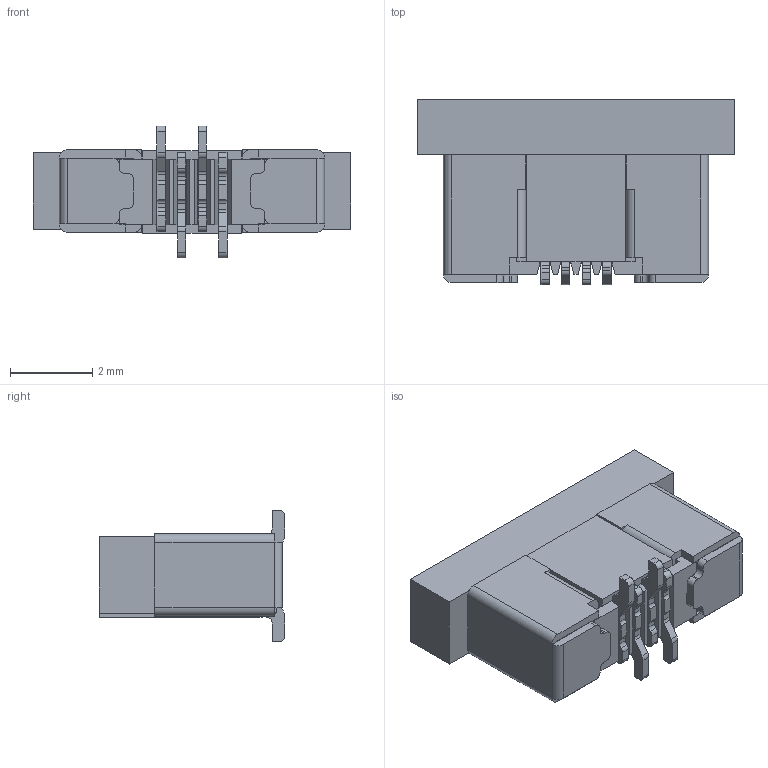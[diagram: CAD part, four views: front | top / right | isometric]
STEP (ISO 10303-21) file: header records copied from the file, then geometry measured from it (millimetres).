
FILE_DESCRIPTION(/* description */ ('STEP AP214'),/* implementation_level */ '2;1');
FILE_NAME(/* name */ 'FFC2A33-04-T-R',/* time_stamp */ '2023-05-22T21:07:45+02:00',/* author */ ('License CC BY-ND 4.0'),/* organization */ ('CADENAS'),/* preprocessor_version */ 'ST-DEVELOPER v19.3',/* originating_system */ 'PARTsolutions',/* authorisation */ ' ');
FILE_SCHEMA (('AUTOMOTIVE_DESIGN {1 0 10303 214 3 1 1}'));
Length unit declared in the file: millimetre
Products named in the file (6): FFC2A33-04-T-R; FFC2A33-04-T-R_fn; FFC2A33-04-T-R_c; FFC2A33-04-T-R_p2; FFC2A33-04-T-R_p; FFC2A33-04-T-R_h
Assembly tree (8 placements, depth 2):
  FFC2A33-04-T-R
    FFC2A33-04-T-R_fn  x2
    FFC2A33-04-T-R_c
    FFC2A33-04-T-R_p2  x2
    FFC2A33-04-T-R_p  x2
    FFC2A33-04-T-R_h
Bounding box: 7.7 x 4.5 x 3.2 mm (x, y, z)
Volume: 45.9 mm3; surface area: 286.5 mm2
Topology: 8 solids, 8 shells, 486 faces, 1360 edges, 886 vertices
Faces by surface type: plane 326, cylinder 160
Entity records: 10626 total; most frequent: CARTESIAN_POINT 1851, ORIENTED_EDGE 1838, DIRECTION 1769, EDGE_CURVE 919, LINE 741, VECTOR 741, VERTEX_POINT 596, AXIS2_PLACEMENT_3D 514
